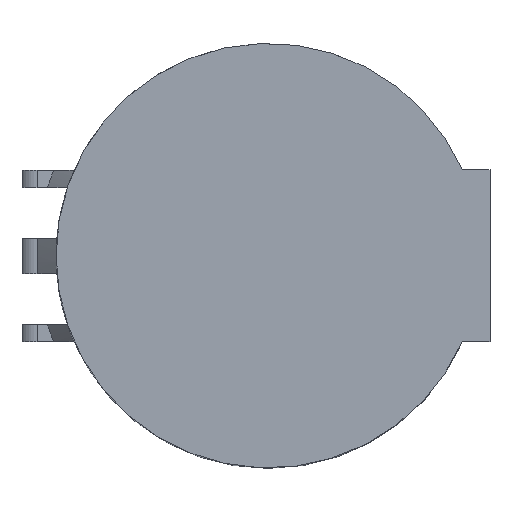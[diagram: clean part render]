
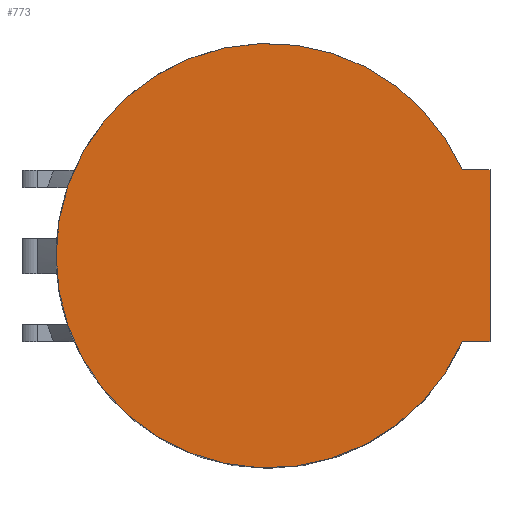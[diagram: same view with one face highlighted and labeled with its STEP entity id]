
A CAD part, top view. The second image highlights one B-rep face of the part: STEP entity #773.
In plain terms, the highlighted planar face has unit normal (0, 0, 1).
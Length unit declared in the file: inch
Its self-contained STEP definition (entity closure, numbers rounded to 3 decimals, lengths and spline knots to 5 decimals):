
#89=LINE('',#1306,#149);
#95=LINE('',#1319,#155);
#97=LINE('',#1324,#157);
#149=VECTOR('',#1059,0.3937);
#155=VECTOR('',#1073,0.3937);
#157=VECTOR('',#1081,0.3937);
#186=PLANE('',#873);
#230=FACE_OUTER_BOUND('',#284,.T.);
#284=EDGE_LOOP('',(#718,#719,#720,#721));
#316=CIRCLE('',#843,1.12205);
#384=VERTEX_POINT('',#1272);
#385=VERTEX_POINT('',#1274);
#393=VERTEX_POINT('',#1303);
#394=VERTEX_POINT('',#1305);
#477=EDGE_CURVE('',#385,#384,#316,.T.);
#491=EDGE_CURVE('',#393,#394,#89,.T.);
#499=EDGE_CURVE('',#385,#393,#95,.T.);
#502=EDGE_CURVE('',#384,#394,#97,.T.);
#718=ORIENTED_EDGE('',*,*,#477,.T.);
#719=ORIENTED_EDGE('',*,*,#502,.T.);
#720=ORIENTED_EDGE('',*,*,#491,.F.);
#721=ORIENTED_EDGE('',*,*,#499,.F.);
#773=ADVANCED_FACE('',(#230),#186,.T.);
#843=AXIS2_PLACEMENT_3D('',#1275,#1024,#1025);
#873=AXIS2_PLACEMENT_3D('',#1342,#1104,#1105);
#1024=DIRECTION('center_axis',(0.,0.,1.));
#1025=DIRECTION('ref_axis',(-1.,0.,0.));
#1059=DIRECTION('',(0.,-1.,0.));
#1073=DIRECTION('',(1.,0.,0.));
#1081=DIRECTION('',(1.,0.,0.));
#1104=DIRECTION('center_axis',(0.,0.,1.));
#1105=DIRECTION('ref_axis',(-1.,0.,0.));
#1272=CARTESIAN_POINT('',(1.02652,-0.45304,1.59843));
#1274=CARTESIAN_POINT('',(1.02652,0.45304,1.59843));
#1275=CARTESIAN_POINT('Origin',(0.,0.,1.59843));
#1303=CARTESIAN_POINT('',(1.17205,0.45304,1.59843));
#1305=CARTESIAN_POINT('',(1.17205,-0.45304,1.59843));
#1306=CARTESIAN_POINT('',(1.17205,0.45304,1.59843));
#1319=CARTESIAN_POINT('',(1.12205,0.45304,1.59843));
#1324=CARTESIAN_POINT('',(1.12205,-0.45304,1.59843));
#1342=CARTESIAN_POINT('Origin',(0.,0.,1.59843));
